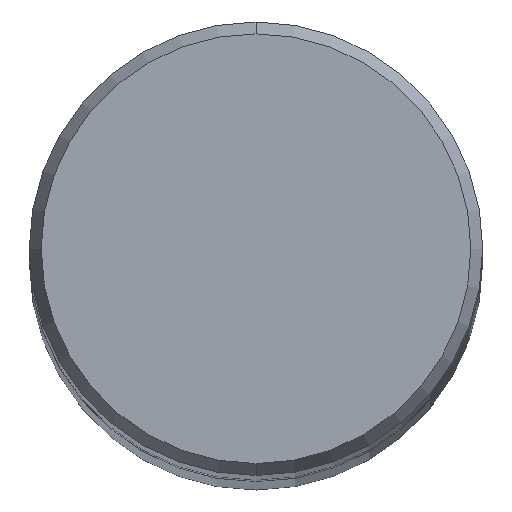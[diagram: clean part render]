
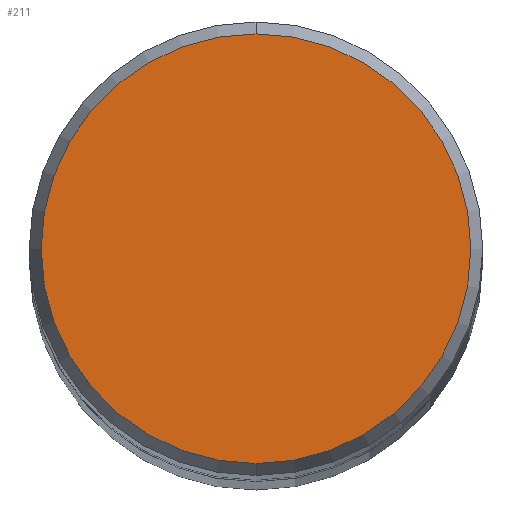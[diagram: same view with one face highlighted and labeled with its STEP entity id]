
A CAD part, top view. The second image highlights one B-rep face of the part: STEP entity #211.
In plain terms, the highlighted planar face has unit normal (0, 0, 1).
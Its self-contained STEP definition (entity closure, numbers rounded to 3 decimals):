
#149=EDGE_CURVE('',#159,#153,#308,.T.);
#153=VERTEX_POINT('',#312);
#159=VERTEX_POINT('',#319);
#201=EDGE_CURVE('',#153,#159,#364,.T.);
#211=ADVANCED_FACE('',(#375),#376,.T.);
#308=CIRCLE('',#487,4.14);
#312=CARTESIAN_POINT('',(0.0,4.14,0.0));
#319=CARTESIAN_POINT('',(0.,-4.14,0.0));
#364=CIRCLE('',#556,4.14);
#375=FACE_OUTER_BOUND('',#568,.T.);
#376=PLANE('',#569);
#487=AXIS2_PLACEMENT_3D('',#691,#692,#693);
#556=AXIS2_PLACEMENT_3D('',#743,#744,#745);
#568=EDGE_LOOP('',(#757,#758));
#569=AXIS2_PLACEMENT_3D('',#759,#760,#761);
#691=CARTESIAN_POINT('',(0.0,0.0,0.0));
#692=DIRECTION('',(0.0,0.0,-1.0));
#693=DIRECTION('',(0.0,1.0,0.0));
#743=CARTESIAN_POINT('',(0.0,0.0,0.0));
#744=DIRECTION('',(0.0,0.0,-1.0));
#745=DIRECTION('',(0.0,1.0,0.0));
#757=ORIENTED_EDGE('',*,*,#201,.F.);
#758=ORIENTED_EDGE('',*,*,#149,.F.);
#759=CARTESIAN_POINT('',(0.0,2.07,0.0));
#760=DIRECTION('',(-0.0,0.0,1.0));
#761=DIRECTION('',(0.0,-1.0,0.0));
